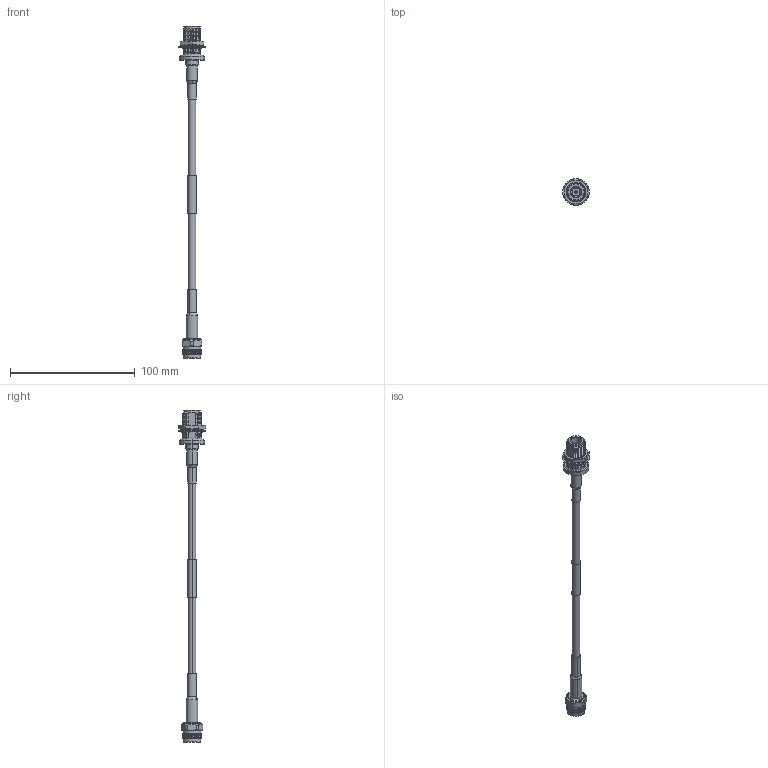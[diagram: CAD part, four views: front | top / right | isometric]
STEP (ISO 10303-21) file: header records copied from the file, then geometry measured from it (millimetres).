
FILE_DESCRIPTION (( 'STEP AP214' ), '1' );
FILE_NAME ('LCCA30287.step', '2020-03-19T19:19:29', ( '' ), ( '' ), 'SwSTEP 2.0', 'SolidWorks 2018', '' );
FILE_SCHEMA (( 'AUTOMOTIVE_DESIGN' ));
Length unit declared in the file: inch
Products named in the file (5): Copy of TC-240-NF-BH-X^LCCA30287_Heat Shrink; Copy of Coax Cable^LCCA30287_LMR-240; Copy of TC-240-TM-X^LCCA30287_HeatShrink; Label^LCCA30287; LCCA30287
Assembly tree (4 placements, depth 2):
  LCCA30287
    Copy of Coax Cable^LCCA30287_LMR-240
    Label^LCCA30287
    Copy of TC-240-NF-BH-X^LCCA30287_Heat Shrink
    Copy of TC-240-TM-X^LCCA30287_HeatShrink
Bounding box: 21.59 x 22 x 266.14 mm (x, y, z)
Volume: 16276.6 mm3; surface area: 11727.3 mm2
Topology: 7 solids, 7 shells, 1538 faces, 3741 edges, 2230 vertices
Faces by surface type: bspline 972, cylinder 394, plane 99, cone 65, torus 8
Entity records: 131944 total; most frequent: CARTESIAN_POINT 106563, ORIENTED_EDGE 7482, EDGE_CURVE 3741, DIRECTION 2413, VERTEX_POINT 2230, EDGE_LOOP 1557, FACE_OUTER_BOUND 1538, ADVANCED_FACE 1538
